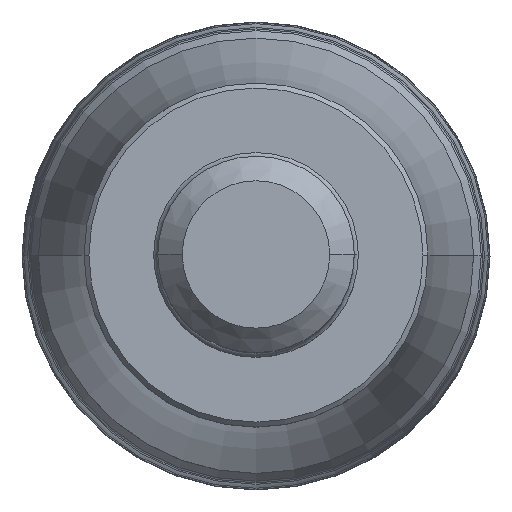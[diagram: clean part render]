
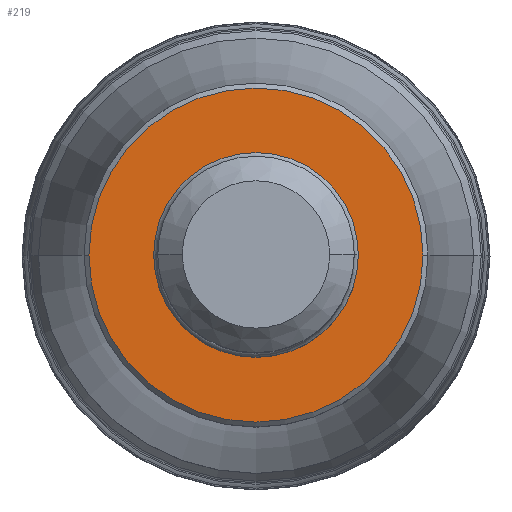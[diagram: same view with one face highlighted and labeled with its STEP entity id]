
A CAD part, top view. The second image highlights one B-rep face of the part: STEP entity #219.
In plain terms, the highlighted planar face has unit normal (0, 0, 1).
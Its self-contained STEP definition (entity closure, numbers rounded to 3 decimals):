
#56=PLANE('',#1933);
#63=FACE_BOUND('',#460,.T.);
#64=FACE_BOUND('',#461,.T.);
#219=ADVANCED_FACE('',(#63,#64),#56,.T.);
#460=EDGE_LOOP('',(#819,#820,#821,#822));
#461=EDGE_LOOP('',(#823,#824));
#819=ORIENTED_EDGE('',*,*,#1211,.F.);
#820=ORIENTED_EDGE('',*,*,#1210,.T.);
#821=ORIENTED_EDGE('',*,*,#1212,.F.);
#822=ORIENTED_EDGE('',*,*,#1213,.T.);
#823=ORIENTED_EDGE('',*,*,#1214,.F.);
#824=ORIENTED_EDGE('',*,*,#1215,.F.);
#1011=VERTEX_POINT('',#3677);
#1012=VERTEX_POINT('',#3679);
#1013=VERTEX_POINT('',#3681);
#1014=VERTEX_POINT('',#3685);
#1015=VERTEX_POINT('',#3688);
#1016=VERTEX_POINT('',#3689);
#1210=EDGE_CURVE('',#1013,#1012,#1459,.T.);
#1211=EDGE_CURVE('',#1013,#1011,#1460,.T.);
#1212=EDGE_CURVE('',#1014,#1012,#1461,.T.);
#1213=EDGE_CURVE('',#1014,#1011,#1462,.T.);
#1214=EDGE_CURVE('',#1015,#1016,#1463,.T.);
#1215=EDGE_CURVE('',#1016,#1015,#1464,.T.);
#1459=CIRCLE('',#1926,10.2);
#1460=CIRCLE('',#1927,10.2);
#1461=CIRCLE('',#1929,10.2);
#1462=CIRCLE('',#1930,10.2);
#1463=CIRCLE('',#1931,6.25);
#1464=CIRCLE('',#1932,6.25);
#1926=AXIS2_PLACEMENT_3D('',#3680,#2409,#2410);
#1927=AXIS2_PLACEMENT_3D('',#3682,#2411,#2412);
#1929=AXIS2_PLACEMENT_3D('',#3684,#2415,#2416);
#1930=AXIS2_PLACEMENT_3D('',#3686,#2417,#2418);
#1931=AXIS2_PLACEMENT_3D('',#3687,#2419,#2420);
#1932=AXIS2_PLACEMENT_3D('',#3690,#2421,#2422);
#1933=AXIS2_PLACEMENT_3D('',#3691,#2423,#2424);
#2409=DIRECTION('',(0.,0.,1.));
#2410=DIRECTION('',(1.,-0.002,0.));
#2411=DIRECTION('',(0.,0.,-1.));
#2412=DIRECTION('',(1.,-0.002,0.));
#2415=DIRECTION('',(0.,0.,-1.));
#2416=DIRECTION('',(-1.,0.002,0.));
#2417=DIRECTION('',(0.,0.,1.));
#2418=DIRECTION('',(-1.,0.002,0.));
#2419=DIRECTION('',(0.,0.,1.));
#2420=DIRECTION('',(1.,0.,0.));
#2421=DIRECTION('',(0.,0.,1.));
#2422=DIRECTION('',(-1.,0.,0.));
#2423=DIRECTION('',(0.,0.,1.));
#2424=DIRECTION('',(-1.,0.,0.));
#3677=CARTESIAN_POINT('',(-10.2,0.,0.));
#3679=CARTESIAN_POINT('',(10.2,0.,0.));
#3680=CARTESIAN_POINT('',(0.,0.,0.));
#3681=CARTESIAN_POINT('',(10.2,-0.016,0.));
#3682=CARTESIAN_POINT('',(0.,0.,0.));
#3684=CARTESIAN_POINT('',(0.,0.,0.));
#3685=CARTESIAN_POINT('',(-10.2,0.016,0.));
#3686=CARTESIAN_POINT('',(0.,0.,0.));
#3687=CARTESIAN_POINT('',(0.,0.,0.));
#3688=CARTESIAN_POINT('',(6.25,0.,0.));
#3689=CARTESIAN_POINT('',(-6.25,0.,0.));
#3690=CARTESIAN_POINT('',(0.,0.,0.));
#3691=CARTESIAN_POINT('',(0.,0.,0.));
